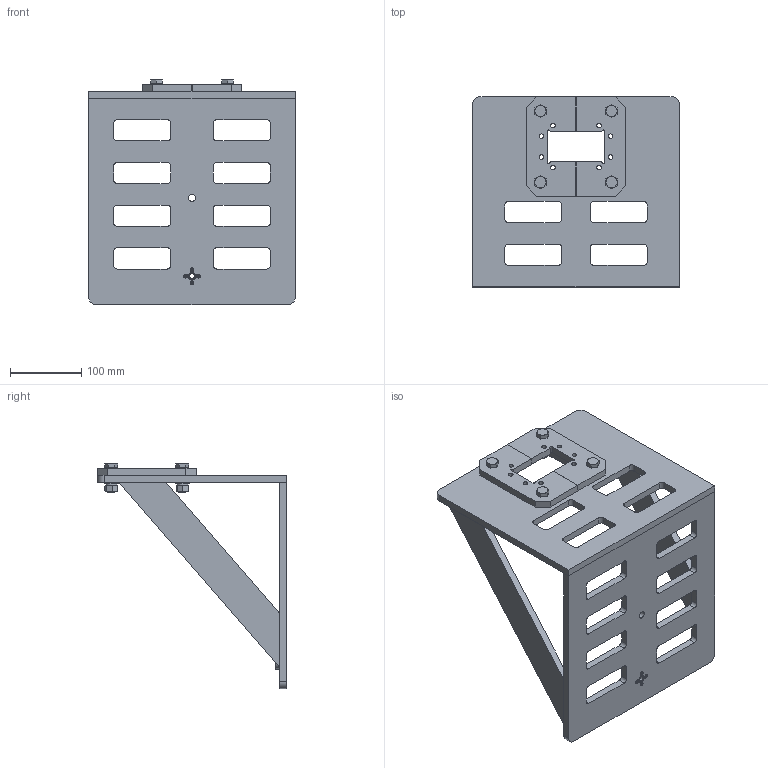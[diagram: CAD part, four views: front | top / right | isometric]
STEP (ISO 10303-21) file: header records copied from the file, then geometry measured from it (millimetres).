
FILE_DESCRIPTION (( 'STEP AP214' ), '1' );
FILE_NAME ('FMWAN284-LMT_3D.step', '2023-11-01T18:11:17', ( '' ), ( '' ), 'SwSTEP 2.0', 'SolidWorks 2022', '' );
FILE_SCHEMA (( 'AUTOMOTIVE_DESIGN' ));
Length unit declared in the file: inch
Products named in the file (9): FMWAN284-LMT_3D; Copy of spring lock washers--normal type gb_GB_FASTENER_WASHER_SW 10^FMWAN284-LMT; Copy of hex nuts, style 1-grades ab gb_GB_FASTENER_NUT_SNAB1 M10-N^FMWAN284-LMT; Copy of HD-ZJL32D-R^FMWAN284-LMT; Copy of HD-ZJL32D ÂÝÄ¸^FMWAN284-LMT; Copy of HD-ZJL32D Á¬½Ó°å^FMWAN284-LMT; Copy of hexagon head bolts-full thread gb_GB_FASTENER_BOLT_STBAB A M10X35-N^FMWAN284-LMT; Copy of cross recessed countersunk head screws gb1_GB_CROSS_SCREWS_TYPE4 M2.5X16-14.5  H type-N^FMWAN284-LMT; Copy of plain washers-n series-grade a gb_GB_FASTENER_WASHER_PWNA 10^FMWAN284-LMT
Assembly tree (23 placements, depth 2):
  FMWAN284-LMT_3D
    Copy of HD-ZJL32D-R^FMWAN284-LMT
    Copy of HD-ZJL32D Á¬½Ó°å^FMWAN284-LMT
    Copy of HD-ZJL32D ÂÝÄ¸^FMWAN284-LMT
    Copy of cross recessed countersunk head screws gb1_GB_CROSS_SCREWS_TYPE4 M2.5X16-14.5  H type-N^FMWAN284-LMT  x4
    Copy of hexagon head bolts-full thread gb_GB_FASTENER_BOLT_STBAB A M10X35-N^FMWAN284-LMT  x4
    Copy of plain washers-n series-grade a gb_GB_FASTENER_WASHER_PWNA 10^FMWAN284-LMT  x4
    Copy of spring lock washers--normal type gb_GB_FASTENER_WASHER_SW 10^FMWAN284-LMT  x4
    Copy of hex nuts, style 1-grades ab gb_GB_FASTENER_NUT_SNAB1 M10-N^FMWAN284-LMT  x4
Bounding box: 290 x 267 x 316.58 mm (x, y, z)
Volume: 1700071.6 mm3; surface area: 433423.9 mm2
Topology: 27 solids, 27 shells, 587 faces, 1494 edges, 970 vertices
Faces by surface type: plane 279, cylinder 212, cone 96
Entity records: 11145 total; most frequent: CARTESIAN_POINT 2019, DIRECTION 1869, ORIENTED_EDGE 1740, EDGE_CURVE 870, AXIS2_PLACEMENT_3D 685, VERTEX_POINT 571, LINE 499, VECTOR 499
